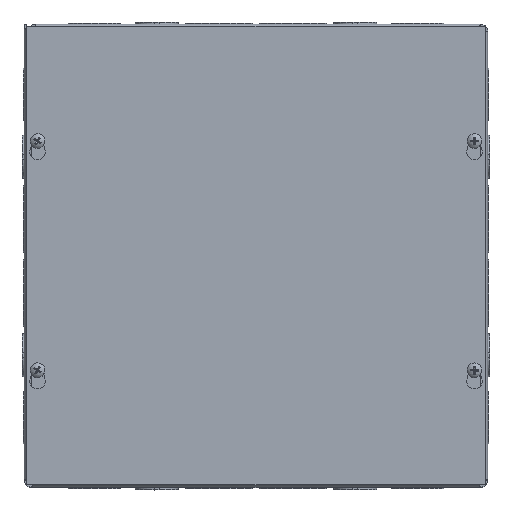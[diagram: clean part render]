
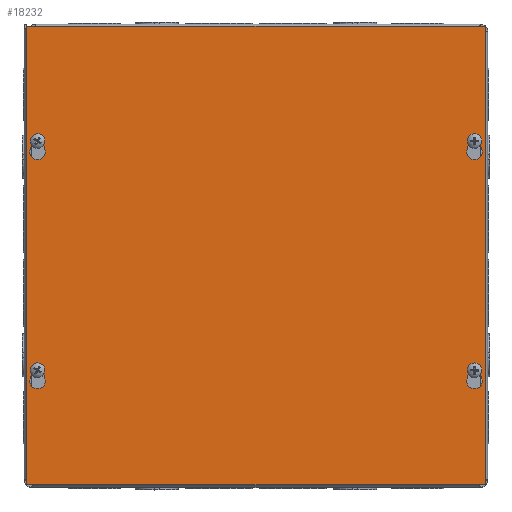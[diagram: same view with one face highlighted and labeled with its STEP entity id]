
A CAD part, top view. The second image highlights one B-rep face of the part: STEP entity #18232.
In plain terms, the highlighted planar face has unit normal (0, 0, 1).
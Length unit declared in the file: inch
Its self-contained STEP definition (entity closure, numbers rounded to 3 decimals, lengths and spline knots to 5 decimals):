
#397=FACE_BOUND('',#6856,.T.);
#398=FACE_BOUND('',#6857,.T.);
#399=FACE_BOUND('',#6858,.T.);
#400=FACE_BOUND('',#6859,.T.);
#1024=PLANE('',#19724);
#2783=LINE('',#30646,#4591);
#2787=LINE('',#30656,#4595);
#2790=LINE('',#30664,#4598);
#2794=LINE('',#30676,#4602);
#2799=LINE('',#30694,#4607);
#2803=LINE('',#30704,#4611);
#2806=LINE('',#30712,#4614);
#2810=LINE('',#30724,#4618);
#2812=LINE('',#30732,#4620);
#2816=LINE('',#30740,#4624);
#2819=LINE('',#30746,#4627);
#2822=LINE('',#30751,#4630);
#4591=VECTOR('',#24192,0.3937);
#4595=VECTOR('',#24204,0.3937);
#4598=VECTOR('',#24209,0.3937);
#4602=VECTOR('',#24221,0.3937);
#4607=VECTOR('',#24240,0.3937);
#4611=VECTOR('',#24252,0.3937);
#4614=VECTOR('',#24257,0.3937);
#4618=VECTOR('',#24269,0.3937);
#4620=VECTOR('',#24279,0.3937);
#4624=VECTOR('',#24285,0.3937);
#4627=VECTOR('',#24290,0.3937);
#4630=VECTOR('',#24295,0.3937);
#5777=FACE_OUTER_BOUND('',#6855,.T.);
#6855=EDGE_LOOP('',(#16154,#16155,#16156,#16157));
#6856=EDGE_LOOP('',(#16158,#16159,#16160,#16161));
#6857=EDGE_LOOP('',(#16162,#16163,#16164,#16165));
#6858=EDGE_LOOP('',(#16166,#16167,#16168,#16169));
#6859=EDGE_LOOP('',(#16170,#16171,#16172,#16173));
#7361=CIRCLE('',#19690,0.203);
#7363=CIRCLE('',#19694,0.125);
#7365=CIRCLE('',#19699,0.125);
#7367=CIRCLE('',#19703,0.203);
#7369=CIRCLE('',#19706,0.203);
#7371=CIRCLE('',#19710,0.125);
#7373=CIRCLE('',#19715,0.125);
#7375=CIRCLE('',#19719,0.203);
#8933=VERTEX_POINT('',#30637);
#8934=VERTEX_POINT('',#30639);
#8936=VERTEX_POINT('',#30645);
#8938=VERTEX_POINT('',#30651);
#8941=VERTEX_POINT('',#30661);
#8942=VERTEX_POINT('',#30663);
#8944=VERTEX_POINT('',#30669);
#8946=VERTEX_POINT('',#30675);
#8949=VERTEX_POINT('',#30685);
#8950=VERTEX_POINT('',#30687);
#8952=VERTEX_POINT('',#30693);
#8954=VERTEX_POINT('',#30699);
#8957=VERTEX_POINT('',#30709);
#8958=VERTEX_POINT('',#30711);
#8960=VERTEX_POINT('',#30717);
#8962=VERTEX_POINT('',#30723);
#8963=VERTEX_POINT('',#30730);
#8964=VERTEX_POINT('',#30731);
#8967=VERTEX_POINT('',#30739);
#8969=VERTEX_POINT('',#30745);
#11330=EDGE_CURVE('',#8934,#8933,#7361,.T.);
#11333=EDGE_CURVE('',#8936,#8934,#2783,.T.);
#11336=EDGE_CURVE('',#8938,#8936,#7363,.T.);
#11339=EDGE_CURVE('',#8933,#8938,#2787,.T.);
#11342=EDGE_CURVE('',#8942,#8941,#2790,.T.);
#11345=EDGE_CURVE('',#8944,#8942,#7365,.T.);
#11348=EDGE_CURVE('',#8946,#8944,#2794,.T.);
#11351=EDGE_CURVE('',#8941,#8946,#7367,.T.);
#11354=EDGE_CURVE('',#8950,#8949,#7369,.T.);
#11357=EDGE_CURVE('',#8952,#8950,#2799,.T.);
#11360=EDGE_CURVE('',#8954,#8952,#7371,.T.);
#11363=EDGE_CURVE('',#8949,#8954,#2803,.T.);
#11366=EDGE_CURVE('',#8958,#8957,#2806,.T.);
#11369=EDGE_CURVE('',#8960,#8958,#7373,.T.);
#11372=EDGE_CURVE('',#8962,#8960,#2810,.T.);
#11375=EDGE_CURVE('',#8957,#8962,#7375,.T.);
#11376=EDGE_CURVE('',#8963,#8964,#2812,.T.);
#11380=EDGE_CURVE('',#8964,#8967,#2816,.T.);
#11383=EDGE_CURVE('',#8967,#8969,#2819,.T.);
#11386=EDGE_CURVE('',#8969,#8963,#2822,.T.);
#16154=ORIENTED_EDGE('',*,*,#11376,.F.);
#16155=ORIENTED_EDGE('',*,*,#11386,.F.);
#16156=ORIENTED_EDGE('',*,*,#11383,.F.);
#16157=ORIENTED_EDGE('',*,*,#11380,.F.);
#16158=ORIENTED_EDGE('',*,*,#11330,.T.);
#16159=ORIENTED_EDGE('',*,*,#11339,.T.);
#16160=ORIENTED_EDGE('',*,*,#11336,.T.);
#16161=ORIENTED_EDGE('',*,*,#11333,.T.);
#16162=ORIENTED_EDGE('',*,*,#11342,.T.);
#16163=ORIENTED_EDGE('',*,*,#11351,.T.);
#16164=ORIENTED_EDGE('',*,*,#11348,.T.);
#16165=ORIENTED_EDGE('',*,*,#11345,.T.);
#16166=ORIENTED_EDGE('',*,*,#11354,.T.);
#16167=ORIENTED_EDGE('',*,*,#11363,.T.);
#16168=ORIENTED_EDGE('',*,*,#11360,.T.);
#16169=ORIENTED_EDGE('',*,*,#11357,.T.);
#16170=ORIENTED_EDGE('',*,*,#11366,.T.);
#16171=ORIENTED_EDGE('',*,*,#11375,.T.);
#16172=ORIENTED_EDGE('',*,*,#11372,.T.);
#16173=ORIENTED_EDGE('',*,*,#11369,.T.);
#18232=ADVANCED_FACE('',(#5777,#397,#398,#399,#400),#1024,.T.);
#19690=AXIS2_PLACEMENT_3D('',#30640,#24186,#24187);
#19694=AXIS2_PLACEMENT_3D('',#30652,#24198,#24199);
#19699=AXIS2_PLACEMENT_3D('',#30670,#24215,#24216);
#19703=AXIS2_PLACEMENT_3D('',#30680,#24227,#24228);
#19706=AXIS2_PLACEMENT_3D('',#30688,#24234,#24235);
#19710=AXIS2_PLACEMENT_3D('',#30700,#24246,#24247);
#19715=AXIS2_PLACEMENT_3D('',#30718,#24263,#24264);
#19719=AXIS2_PLACEMENT_3D('',#30728,#24275,#24276);
#19724=AXIS2_PLACEMENT_3D('',#30753,#24297,#24298);
#24186=DIRECTION('center_axis',(0.,0.,-1.));
#24187=DIRECTION('ref_axis',(-0.961,0.278,0.));
#24192=DIRECTION('',(0.278,-0.961,0.));
#24198=DIRECTION('center_axis',(0.,0.,-1.));
#24199=DIRECTION('ref_axis',(0.961,0.278,0.));
#24204=DIRECTION('',(0.278,0.961,0.));
#24209=DIRECTION('',(0.278,-0.961,0.));
#24215=DIRECTION('center_axis',(0.,0.,-1.));
#24216=DIRECTION('ref_axis',(0.961,0.278,0.));
#24221=DIRECTION('',(0.278,0.961,0.));
#24227=DIRECTION('center_axis',(0.,0.,-1.));
#24228=DIRECTION('ref_axis',(-0.961,0.278,0.));
#24234=DIRECTION('center_axis',(0.,0.,-1.));
#24235=DIRECTION('ref_axis',(-0.961,0.278,0.));
#24240=DIRECTION('',(0.278,-0.961,0.));
#24246=DIRECTION('center_axis',(0.,0.,-1.));
#24247=DIRECTION('ref_axis',(0.961,0.278,0.));
#24252=DIRECTION('',(0.278,0.961,0.));
#24257=DIRECTION('',(0.278,-0.961,0.));
#24263=DIRECTION('center_axis',(0.,0.,-1.));
#24264=DIRECTION('ref_axis',(0.961,0.278,0.));
#24269=DIRECTION('',(0.278,0.961,0.));
#24275=DIRECTION('center_axis',(0.,0.,-1.));
#24276=DIRECTION('ref_axis',(-0.961,0.278,0.));
#24279=DIRECTION('',(0.,-1.,0.));
#24285=DIRECTION('',(-1.,0.,0.));
#24290=DIRECTION('',(0.,1.,0.));
#24295=DIRECTION('',(1.,0.,0.));
#24297=DIRECTION('center_axis',(0.,0.,1.));
#24298=DIRECTION('ref_axis',(1.,0.,0.));
#30637=CARTESIAN_POINT('',(5.52373,2.77535,0.062));
#30639=CARTESIAN_POINT('',(5.91377,2.77535,0.062));
#30640=CARTESIAN_POINT('Origin',(5.71875,2.719,0.062));
#30645=CARTESIAN_POINT('',(5.83884,3.0347,0.062));
#30646=CARTESIAN_POINT('',(6.056,2.28311,0.062));
#30651=CARTESIAN_POINT('',(5.59866,3.0347,0.062));
#30652=CARTESIAN_POINT('Origin',(5.71875,3.,0.062));
#30656=CARTESIAN_POINT('',(4.97834,0.88776,0.062));
#30661=CARTESIAN_POINT('',(-5.52373,2.77535,0.062));
#30663=CARTESIAN_POINT('',(-5.59866,3.0347,0.062));
#30664=CARTESIAN_POINT('',(-4.94087,0.75808,0.062));
#30669=CARTESIAN_POINT('',(-5.83884,3.0347,0.062));
#30670=CARTESIAN_POINT('Origin',(-5.71875,3.,0.062));
#30675=CARTESIAN_POINT('',(-5.91377,2.77535,0.062));
#30676=CARTESIAN_POINT('',(-6.01853,2.41279,0.062));
#30680=CARTESIAN_POINT('Origin',(-5.71875,2.719,0.062));
#30685=CARTESIAN_POINT('',(5.52373,-3.22465,0.062));
#30687=CARTESIAN_POINT('',(5.91377,-3.22465,0.062));
#30688=CARTESIAN_POINT('Origin',(5.71875,-3.281,0.062));
#30693=CARTESIAN_POINT('',(5.83884,-2.9653,0.062));
#30694=CARTESIAN_POINT('',(5.25598,-0.94804,0.062));
#30699=CARTESIAN_POINT('',(5.59866,-2.9653,0.062));
#30700=CARTESIAN_POINT('Origin',(5.71875,-3.,0.062));
#30704=CARTESIAN_POINT('',(5.77835,-2.34339,0.062));
#30709=CARTESIAN_POINT('',(-5.52373,-3.22465,0.062));
#30711=CARTESIAN_POINT('',(-5.59866,-2.9653,0.062));
#30712=CARTESIAN_POINT('',(-5.74089,-2.47307,0.062));
#30717=CARTESIAN_POINT('',(-5.83884,-2.9653,0.062));
#30718=CARTESIAN_POINT('Origin',(-5.71875,-3.,0.062));
#30723=CARTESIAN_POINT('',(-5.91377,-3.22465,0.062));
#30724=CARTESIAN_POINT('',(-5.21851,-0.81836,0.062));
#30728=CARTESIAN_POINT('Origin',(-5.71875,-3.281,0.062));
#30730=CARTESIAN_POINT('',(6.,6.,0.062));
#30731=CARTESIAN_POINT('',(6.,-6.,0.062));
#30732=CARTESIAN_POINT('',(6.,6.,0.062));
#30739=CARTESIAN_POINT('',(-6.,-6.,0.062));
#30740=CARTESIAN_POINT('',(6.,-6.,0.062));
#30745=CARTESIAN_POINT('',(-6.,6.,0.062));
#30746=CARTESIAN_POINT('',(-6.,-6.,0.062));
#30751=CARTESIAN_POINT('',(-6.,6.,0.062));
#30753=CARTESIAN_POINT('Origin',(0.,0.,
0.062));
